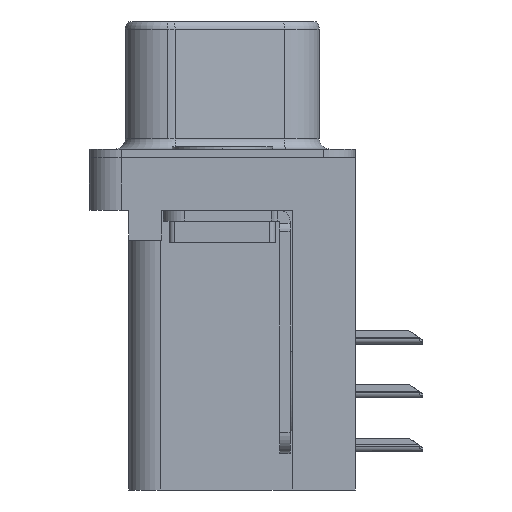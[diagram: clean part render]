
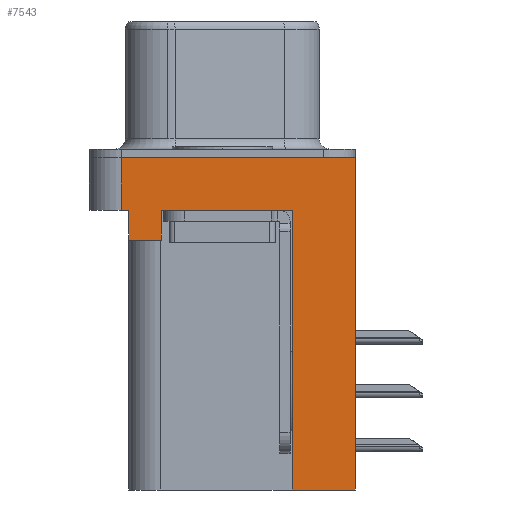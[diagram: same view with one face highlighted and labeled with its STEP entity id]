
A CAD part, left-side view. The second image highlights one B-rep face of the part: STEP entity #7543.
In plain terms, the highlighted planar face has unit normal (-1, 0, 0).
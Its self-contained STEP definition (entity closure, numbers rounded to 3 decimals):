
#20 = ORIENTED_EDGE ( 'NONE', *, *, #12743, .F. ) ;
#34 = CARTESIAN_POINT ( 'NONE',  ( -3., -6.275, -2.5 ) ) ;
#57 = ORIENTED_EDGE ( 'NONE', *, *, #15967, .F. ) ;
#173 = LINE ( 'NONE', #21855, #24036 ) ;
#304 = EDGE_LOOP ( 'NONE', ( #4947, #6339, #27330, #8183, #57, #10497, #14569, #20, #12407, #11375 ) ) ;
#488 = VERTEX_POINT ( 'NONE', #1318 ) ;
#887 = VERTEX_POINT ( 'NONE', #28872 ) ;
#1183 = DIRECTION ( 'NONE',  ( 0., 1., 0. ) ) ;
#1318 = CARTESIAN_POINT ( 'NONE',  ( -3., -6.275, -15.7 ) ) ;
#1668 = VERTEX_POINT ( 'NONE', #26049 ) ;
#2206 = DIRECTION ( 'NONE',  ( 0., 0., 1. ) ) ;
#2428 = LINE ( 'NONE', #15241, #16087 ) ;
#2970 = VERTEX_POINT ( 'NONE', #27016 ) ;
#3437 = DIRECTION ( 'NONE',  ( -1., 0., 0. ) ) ;
#3706 = CARTESIAN_POINT ( 'NONE',  ( -3., 2.895, -3.9 ) ) ;
#3966 = DIRECTION ( 'NONE',  ( 0., 1., 0. ) ) ;
#4027 = DIRECTION ( 'NONE',  ( 0., 0., 1. ) ) ;
#4154 = VERTEX_POINT ( 'NONE', #23291 ) ;
#4781 = VECTOR ( 'NONE', #7909, 1000. ) ;
#4947 = ORIENTED_EDGE ( 'NONE', *, *, #7520, .F. ) ;
#5603 = PLANE ( 'NONE',  #6355 ) ;
#6339 = ORIENTED_EDGE ( 'NONE', *, *, #19513, .F. ) ;
#6355 = AXIS2_PLACEMENT_3D ( 'NONE', #12404, #3437, #19106 ) ;
#6902 = LINE ( 'NONE', #24782, #18064 ) ;
#7149 = VERTEX_POINT ( 'NONE', #15599 ) ;
#7520 = EDGE_CURVE ( 'NONE', #7149, #2970, #21237, .T. ) ;
#7543 = ADVANCED_FACE ( 'NONE', ( #14582 ), #5603, .T. ) ;
#7836 = LINE ( 'NONE', #23707, #18983 ) ;
#7909 = DIRECTION ( 'NONE',  ( 0., -1., 0. ) ) ;
#7974 = EDGE_CURVE ( 'NONE', #14369, #4154, #6902, .T. ) ;
#8183 = ORIENTED_EDGE ( 'NONE', *, *, #25844, .F. ) ;
#10497 = ORIENTED_EDGE ( 'NONE', *, *, #7974, .T. ) ;
#10719 = VERTEX_POINT ( 'NONE', #14470 ) ;
#10942 = LINE ( 'NONE', #14957, #27370 ) ;
#11375 = ORIENTED_EDGE ( 'NONE', *, *, #23792, .T. ) ;
#12404 = CARTESIAN_POINT ( 'NONE',  ( -3., -6.275, -2.5 ) ) ;
#12407 = ORIENTED_EDGE ( 'NONE', *, *, #20220, .F. ) ;
#12630 = CARTESIAN_POINT ( 'NONE',  ( -3., -3.295, -15.7 ) ) ;
#12743 = EDGE_CURVE ( 'NONE', #20120, #10719, #29088, .T. ) ;
#12796 = EDGE_CURVE ( 'NONE', #4154, #10719, #26205, .T. ) ;
#12912 = CARTESIAN_POINT ( 'NONE',  ( -3., -3.295, -15.7 ) ) ;
#14040 = LINE ( 'NONE', #12912, #25953 ) ;
#14295 = VECTOR ( 'NONE', #22512, 1000. ) ;
#14369 = VERTEX_POINT ( 'NONE', #3706 ) ;
#14470 = CARTESIAN_POINT ( 'NONE',  ( -3., -3.295, -2.5 ) ) ;
#14569 = ORIENTED_EDGE ( 'NONE', *, *, #12796, .T. ) ;
#14582 = FACE_OUTER_BOUND ( 'NONE', #304, .T. ) ;
#14957 = CARTESIAN_POINT ( 'NONE',  ( -3., 4.425, -3.9 ) ) ;
#15241 = CARTESIAN_POINT ( 'NONE',  ( -3., -6.275, -2.5 ) ) ;
#15599 = CARTESIAN_POINT ( 'NONE',  ( -3., 4.775, 0. ) ) ;
#15848 = DIRECTION ( 'NONE',  ( 0., 0., 1. ) ) ;
#15967 = EDGE_CURVE ( 'NONE', #14369, #24803, #19688, .T. ) ;
#16087 = VECTOR ( 'NONE', #24260, 1000. ) ;
#16389 = VECTOR ( 'NONE', #2206, 1000. ) ;
#16915 = DIRECTION ( 'NONE',  ( 0., 0., 1. ) ) ;
#18064 = VECTOR ( 'NONE', #15848, 1000. ) ;
#18983 = VECTOR ( 'NONE', #16915, 1000. ) ;
#19106 = DIRECTION ( 'NONE',  ( 0., 0., 1. ) ) ;
#19513 = EDGE_CURVE ( 'NONE', #887, #7149, #7836, .T. ) ;
#19688 = LINE ( 'NONE', #28101, #24963 ) ;
#20120 = VERTEX_POINT ( 'NONE', #12630 ) ;
#20220 = EDGE_CURVE ( 'NONE', #488, #20120, #14040, .T. ) ;
#21084 = CARTESIAN_POINT ( 'NONE',  ( -3., 4.425, -3.9 ) ) ;
#21210 = EDGE_CURVE ( 'NONE', #887, #1668, #2428, .T. ) ;
#21237 = LINE ( 'NONE', #21264, #4781 ) ;
#21264 = CARTESIAN_POINT ( 'NONE',  ( -3., -6.275, 0. ) ) ;
#21855 = CARTESIAN_POINT ( 'NONE',  ( -3., -6.275, -2.5 ) ) ;
#22512 = DIRECTION ( 'NONE',  ( 0., -1., 0. ) ) ;
#23291 = CARTESIAN_POINT ( 'NONE',  ( -3., 2.895, -2.5 ) ) ;
#23707 = CARTESIAN_POINT ( 'NONE',  ( -3., 4.775, -2.5 ) ) ;
#23792 = EDGE_CURVE ( 'NONE', #488, #2970, #173, .T. ) ;
#24036 = VECTOR ( 'NONE', #4027, 1000. ) ;
#24260 = DIRECTION ( 'NONE',  ( 0., -1., 0. ) ) ;
#24549 = CARTESIAN_POINT ( 'NONE',  ( -3., -3.295, -15.7 ) ) ;
#24782 = CARTESIAN_POINT ( 'NONE',  ( -3., 2.895, -3.9 ) ) ;
#24803 = VERTEX_POINT ( 'NONE', #21084 ) ;
#24963 = VECTOR ( 'NONE', #1183, 1000. ) ;
#25844 = EDGE_CURVE ( 'NONE', #24803, #1668, #10942, .T. ) ;
#25953 = VECTOR ( 'NONE', #3966, 1000. ) ;
#26049 = CARTESIAN_POINT ( 'NONE',  ( -3., 4.425, -2.5 ) ) ;
#26205 = LINE ( 'NONE', #34, #14295 ) ;
#27016 = CARTESIAN_POINT ( 'NONE',  ( -3., -6.275, 0. ) ) ;
#27330 = ORIENTED_EDGE ( 'NONE', *, *, #21210, .T. ) ;
#27370 = VECTOR ( 'NONE', #28437, 1000. ) ;
#28101 = CARTESIAN_POINT ( 'NONE',  ( -3., 4.425, -3.9 ) ) ;
#28437 = DIRECTION ( 'NONE',  ( 0., 0., 1. ) ) ;
#28872 = CARTESIAN_POINT ( 'NONE',  ( -3., 4.775, -2.5 ) ) ;
#29088 = LINE ( 'NONE', #24549, #16389 ) ;
